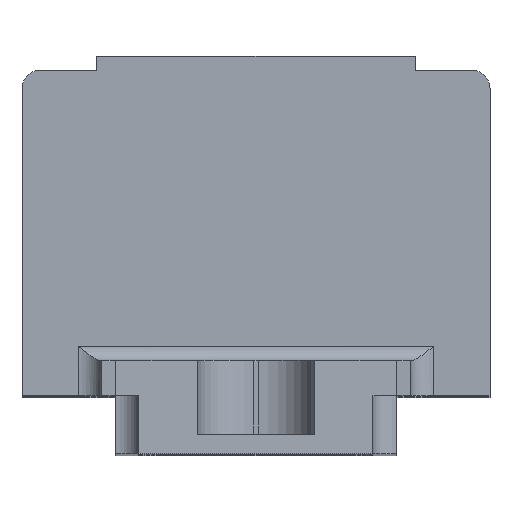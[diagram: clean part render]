
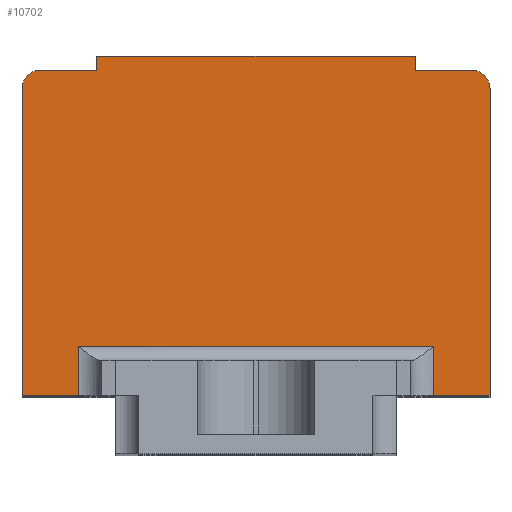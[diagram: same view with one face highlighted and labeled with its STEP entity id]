
A CAD part, top view. The second image highlights one B-rep face of the part: STEP entity #10702.
In plain terms, the highlighted planar face has unit normal (0, 0, 1).
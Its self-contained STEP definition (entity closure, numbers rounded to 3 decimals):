
#2727=DIRECTION('',(-1.,0.,0.));
#2728=VECTOR('',#2727,6.);
#2729=CARTESIAN_POINT('',(-19.,6.2,128.1));
#2730=LINE('',#2729,#2728);
#2731=DIRECTION('',(0.,1.,0.));
#2732=VECTOR('',#2731,32.8);
#2733=CARTESIAN_POINT('',(-25.,6.2,128.1));
#2734=LINE('',#2733,#2732);
#2735=CARTESIAN_POINT('',(-23.,39.,128.1));
#2736=DIRECTION('',(0.,0.,-1.));
#2737=DIRECTION('',(-1.,0.,0.));
#2738=AXIS2_PLACEMENT_3D('',#2735,#2736,#2737);
#2740=DIRECTION('',(1.,0.,0.));
#2741=VECTOR('',#2740,6.);
#2742=CARTESIAN_POINT('',(-23.,41.,128.1));
#2743=LINE('',#2742,#2741);
#2744=DIRECTION('',(0.,1.,0.));
#2745=VECTOR('',#2744,1.5);
#2746=CARTESIAN_POINT('',(-17.,41.,128.1));
#2747=LINE('',#2746,#2745);
#2748=DIRECTION('',(1.,0.,0.));
#2749=VECTOR('',#2748,34.);
#2750=CARTESIAN_POINT('',(-17.,42.5,128.1));
#2751=LINE('',#2750,#2749);
#2752=DIRECTION('',(0.,-1.,0.));
#2753=VECTOR('',#2752,1.5);
#2754=CARTESIAN_POINT('',(17.,42.5,128.1));
#2755=LINE('',#2754,#2753);
#2756=DIRECTION('',(1.,0.,0.));
#2757=VECTOR('',#2756,6.);
#2758=CARTESIAN_POINT('',(17.,41.,128.1));
#2759=LINE('',#2758,#2757);
#2760=CARTESIAN_POINT('',(23.,39.,128.1));
#2761=DIRECTION('',(0.,0.,-1.));
#2762=DIRECTION('',(0.,1.,0.));
#2763=AXIS2_PLACEMENT_3D('',#2760,#2761,#2762);
#2765=DIRECTION('',(0.,-1.,0.));
#2766=VECTOR('',#2765,32.8);
#2767=CARTESIAN_POINT('',(25.,39.,128.1));
#2768=LINE('',#2767,#2766);
#2769=DIRECTION('',(-1.,0.,0.));
#2770=VECTOR('',#2769,6.);
#2771=CARTESIAN_POINT('',(25.,6.2,128.1));
#2772=LINE('',#2771,#2770);
#2792=DIRECTION('',(1.,0.,0.));
#2793=VECTOR('',#2792,38.);
#2794=CARTESIAN_POINT('',(-19.,11.5,128.1));
#2795=LINE('',#2794,#2793);
#2811=DIRECTION('',(0.,1.,0.));
#2812=VECTOR('',#2811,5.3);
#2813=CARTESIAN_POINT('',(-19.,6.2,128.1));
#2814=LINE('',#2813,#2812);
#3000=DIRECTION('',(0.,-1.,0.));
#3001=VECTOR('',#3000,5.3);
#3002=CARTESIAN_POINT('',(19.,11.5,128.1));
#3003=LINE('',#3002,#3001);
#6141=CARTESIAN_POINT('',(-25.,6.2,128.1));
#6142=CARTESIAN_POINT('',(-25.,39.,128.1));
#6143=VERTEX_POINT('',#6141);
#6144=VERTEX_POINT('',#6142);
#6145=CARTESIAN_POINT('',(-23.,41.,128.1));
#6146=VERTEX_POINT('',#6145);
#6147=CARTESIAN_POINT('',(-17.,41.,128.1));
#6148=VERTEX_POINT('',#6147);
#6149=CARTESIAN_POINT('',(-17.,42.5,128.1));
#6150=VERTEX_POINT('',#6149);
#6151=CARTESIAN_POINT('',(17.,42.5,128.1));
#6152=VERTEX_POINT('',#6151);
#6153=CARTESIAN_POINT('',(17.,41.,128.1));
#6154=VERTEX_POINT('',#6153);
#6155=CARTESIAN_POINT('',(23.,41.,128.1));
#6156=VERTEX_POINT('',#6155);
#6157=CARTESIAN_POINT('',(25.,39.,128.1));
#6158=VERTEX_POINT('',#6157);
#6159=CARTESIAN_POINT('',(25.,6.2,128.1));
#6160=VERTEX_POINT('',#6159);
#6301=CARTESIAN_POINT('',(19.,6.2,128.1));
#6302=VERTEX_POINT('',#6301);
#6307=CARTESIAN_POINT('',(-19.,6.2,128.1));
#6308=VERTEX_POINT('',#6307);
#6381=CARTESIAN_POINT('',(-19.,11.5,128.1));
#6382=CARTESIAN_POINT('',(19.,11.5,128.1));
#6383=VERTEX_POINT('',#6381);
#6384=VERTEX_POINT('',#6382);
#10669=CARTESIAN_POINT('',(0.,0.,128.1));
#10670=DIRECTION('',(0.,0.,-1.));
#10671=DIRECTION('',(-1.,0.,0.));
#10672=AXIS2_PLACEMENT_3D('',#10669,#10670,#10671);
#10673=PLANE('',#10672);
#10675=ORIENTED_EDGE('',*,*,#10674,.F.);
#10677=ORIENTED_EDGE('',*,*,#10676,.F.);
#10679=ORIENTED_EDGE('',*,*,#10678,.T.);
#10681=ORIENTED_EDGE('',*,*,#10680,.T.);
#10683=ORIENTED_EDGE('',*,*,#10682,.T.);
#10685=ORIENTED_EDGE('',*,*,#10684,.T.);
#10687=ORIENTED_EDGE('',*,*,#10686,.T.);
#10689=ORIENTED_EDGE('',*,*,#10688,.T.);
#10691=ORIENTED_EDGE('',*,*,#10690,.T.);
#10693=ORIENTED_EDGE('',*,*,#10692,.T.);
#10695=ORIENTED_EDGE('',*,*,#10694,.T.);
#10696=ORIENTED_EDGE('',*,*,#10660,.T.);
#10697=ORIENTED_EDGE('',*,*,#8447,.T.);
#10699=ORIENTED_EDGE('',*,*,#10698,.F.);
#10700=EDGE_LOOP('',(#10675,#10677,#10679,#10681,#10683,#10685,#10687,#10689,
#10691,#10693,#10695,#10696,#10697,#10699));
#10701=FACE_OUTER_BOUND('',#10700,.F.);
#10702=ADVANCED_FACE('',(#10701),#10673,.F.);
#2739=CIRCLE('',#2738,2.);
#2764=CIRCLE('',#2763,2.);
#8447=EDGE_CURVE('',#6160,#6302,#2772,.T.);
#10660=EDGE_CURVE('',#6158,#6160,#2768,.T.);
#10674=EDGE_CURVE('',#6383,#6384,#2795,.T.);
#10676=EDGE_CURVE('',#6308,#6383,#2814,.T.);
#10678=EDGE_CURVE('',#6308,#6143,#2730,.T.);
#10680=EDGE_CURVE('',#6143,#6144,#2734,.T.);
#10682=EDGE_CURVE('',#6144,#6146,#2739,.T.);
#10684=EDGE_CURVE('',#6146,#6148,#2743,.T.);
#10686=EDGE_CURVE('',#6148,#6150,#2747,.T.);
#10688=EDGE_CURVE('',#6150,#6152,#2751,.T.);
#10690=EDGE_CURVE('',#6152,#6154,#2755,.T.);
#10692=EDGE_CURVE('',#6154,#6156,#2759,.T.);
#10694=EDGE_CURVE('',#6156,#6158,#2764,.T.);
#10698=EDGE_CURVE('',#6384,#6302,#3003,.T.);
